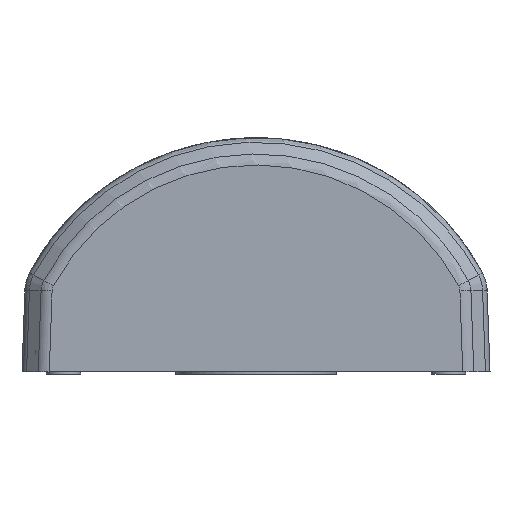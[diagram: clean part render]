
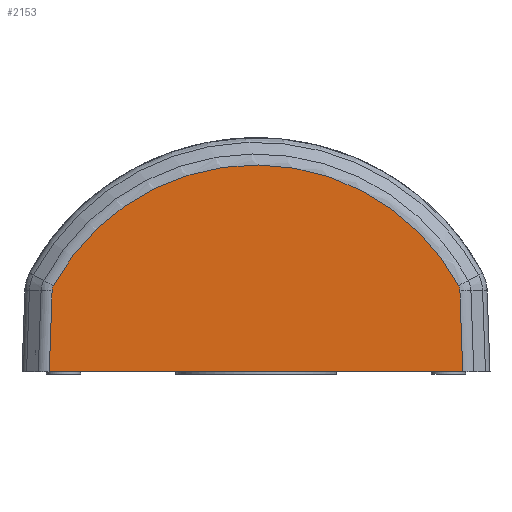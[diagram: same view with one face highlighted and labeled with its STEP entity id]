
A CAD part, left-side view. The second image highlights one B-rep face of the part: STEP entity #2153.
In plain terms, the highlighted planar face has unit normal (-1, 0, 0).
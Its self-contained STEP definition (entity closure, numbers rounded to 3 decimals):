
#1314=PLANE('',#13303);
#2153=ADVANCED_FACE('',(#2918),#1314,.F.);
#2918=FACE_OUTER_BOUND('',#3628,.T.);
#3628=EDGE_LOOP('',(#7462,#7463,#7464,#7465,#7466,#7467));
#7462=ORIENTED_EDGE('',*,*,#11132,.T.);
#7463=ORIENTED_EDGE('',*,*,#9979,.F.);
#7464=ORIENTED_EDGE('',*,*,#11133,.T.);
#7465=ORIENTED_EDGE('',*,*,#11130,.F.);
#7466=ORIENTED_EDGE('',*,*,#11122,.F.);
#7467=ORIENTED_EDGE('',*,*,#11128,.F.);
#8824=VERTEX_POINT('',#16149);
#8825=VERTEX_POINT('',#16154);
#9527=VERTEX_POINT('',#41005);
#9528=VERTEX_POINT('',#41024);
#9529=VERTEX_POINT('',#41053);
#9530=VERTEX_POINT('',#41083);
#9979=EDGE_CURVE('',#8824,#8825,#11739,.T.);
#11122=EDGE_CURVE('',#9527,#9528,#12537,.T.);
#11128=EDGE_CURVE('',#9529,#9527,#12543,.T.);
#11130=EDGE_CURVE('',#9528,#9530,#12545,.T.);
#11132=EDGE_CURVE('',#9529,#8825,#12547,.T.);
#11133=EDGE_CURVE('',#8824,#9530,#12548,.T.);
#11739=B_SPLINE_CURVE_WITH_KNOTS('',3,(#16150,#16151,#16152,#16153),.UNSPECIFIED.,
 .F.,.F.,(4,4),(0.,1.),.UNSPECIFIED.);
#12537=B_SPLINE_CURVE_WITH_KNOTS('',3,(#41006,#41007,#41008,#41009,#41010,
#41011,#41012,#41013,#41014,#41015,#41016,#41017,#41018,#41019,#41020,#41021,
#41022,#41023),.UNSPECIFIED.,.F.,.F.,(4,2,2,2,2,2,2,2,4),(0.,0.125,0.25,
0.375,0.5,0.625,0.75,0.875,1.),.UNSPECIFIED.);
#12543=B_SPLINE_CURVE_WITH_KNOTS('',3,(#41054,#41055,#41056,#41057),.UNSPECIFIED.,
 .F.,.F.,(4,4),(0.,1.),.UNSPECIFIED.);
#12545=B_SPLINE_CURVE_WITH_KNOTS('',3,(#41079,#41080,#41081,#41082),.UNSPECIFIED.,
 .F.,.F.,(4,4),(0.,1.),.UNSPECIFIED.);
#12547=B_SPLINE_CURVE_WITH_KNOTS('',3,(#41106,#41107,#41108,#41109),.UNSPECIFIED.,
 .F.,.F.,(4,4),(0.,1.),.UNSPECIFIED.);
#12548=B_SPLINE_CURVE_WITH_KNOTS('',3,(#41110,#41111,#41112,#41113),.UNSPECIFIED.,
 .F.,.F.,(4,4),(0.,1.),.UNSPECIFIED.);
#13303=AXIS2_PLACEMENT_3D('',#41114,#14808,#14809);
#14808=DIRECTION('',(1.,0.,0.));
#14809=DIRECTION('',(0.,0.,-1.));
#16149=CARTESIAN_POINT('',(-59.1,-39.754,1.25));
#16150=CARTESIAN_POINT('',(-59.1,-39.754,1.25));
#16151=CARTESIAN_POINT('',(-59.1,-13.25,1.25));
#16152=CARTESIAN_POINT('',(-59.1,13.253,1.25));
#16153=CARTESIAN_POINT('',(-59.1,39.757,1.25));
#16154=CARTESIAN_POINT('',(-59.1,39.757,1.25));
#41005=CARTESIAN_POINT('',(-59.1,38.945,17.776));
#41006=CARTESIAN_POINT('',(-59.1,38.945,17.776));
#41007=CARTESIAN_POINT('',(-59.1,37.06,21.267));
#41008=CARTESIAN_POINT('',(-59.1,34.703,24.503));
#41009=CARTESIAN_POINT('',(-59.1,29.214,30.233));
#41010=CARTESIAN_POINT('',(-59.1,26.082,32.726));
#41011=CARTESIAN_POINT('',(-59.1,19.267,36.791));
#41012=CARTESIAN_POINT('',(-59.1,15.586,38.362));
#41013=CARTESIAN_POINT('',(-59.1,7.936,40.471));
#41014=CARTESIAN_POINT('',(-59.1,3.969,41.007));
#41015=CARTESIAN_POINT('',(-59.1,-3.966,41.007));
#41016=CARTESIAN_POINT('',(-59.1,-7.933,40.471));
#41017=CARTESIAN_POINT('',(-59.1,-15.583,38.362));
#41018=CARTESIAN_POINT('',(-59.1,-19.264,36.791));
#41019=CARTESIAN_POINT('',(-59.1,-26.079,32.726));
#41020=CARTESIAN_POINT('',(-59.1,-29.211,30.233));
#41021=CARTESIAN_POINT('',(-59.1,-34.7,24.503));
#41022=CARTESIAN_POINT('',(-59.1,-37.057,21.267));
#41023=CARTESIAN_POINT('',(-59.1,-38.942,17.776));
#41024=CARTESIAN_POINT('',(-59.1,-38.942,17.776));
#41053=CARTESIAN_POINT('',(-59.1,39.215,16.783));
#41054=CARTESIAN_POINT('',(-59.1,39.215,16.783));
#41055=CARTESIAN_POINT('',(-59.1,39.203,17.129));
#41056=CARTESIAN_POINT('',(-59.1,39.11,17.472));
#41057=CARTESIAN_POINT('',(-59.1,38.945,17.776));
#41079=CARTESIAN_POINT('',(-59.1,-38.942,17.776));
#41080=CARTESIAN_POINT('',(-59.1,-39.107,17.472));
#41081=CARTESIAN_POINT('',(-59.1,-39.2,17.129));
#41082=CARTESIAN_POINT('',(-59.1,-39.212,16.783));
#41083=CARTESIAN_POINT('',(-59.1,-39.212,16.783));
#41106=CARTESIAN_POINT('',(-59.1,39.215,16.783));
#41107=CARTESIAN_POINT('',(-59.1,39.396,11.605));
#41108=CARTESIAN_POINT('',(-59.1,39.576,6.428));
#41109=CARTESIAN_POINT('',(-59.1,39.757,1.25));
#41110=CARTESIAN_POINT('',(-59.1,-39.754,1.25));
#41111=CARTESIAN_POINT('',(-59.1,-39.573,6.428));
#41112=CARTESIAN_POINT('',(-59.1,-39.393,11.605));
#41113=CARTESIAN_POINT('',(-59.1,-39.212,16.783));
#41114=CARTESIAN_POINT('',(-59.1,-45.,5.75));
